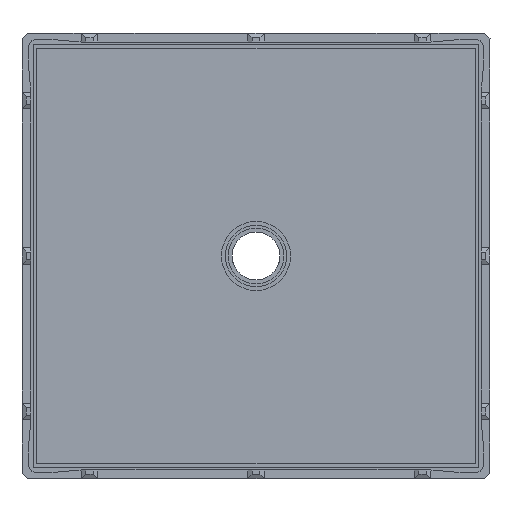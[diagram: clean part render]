
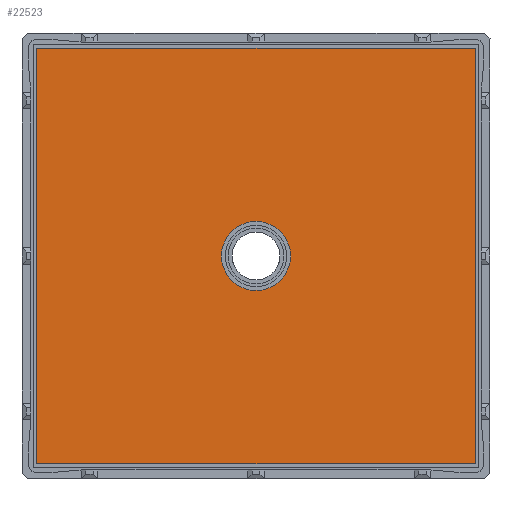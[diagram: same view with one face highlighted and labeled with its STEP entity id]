
A CAD part, top view. The second image highlights one B-rep face of the part: STEP entity #22523.
In plain terms, the highlighted planar face has unit normal (0, 0, 1).
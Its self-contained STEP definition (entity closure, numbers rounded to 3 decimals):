
#22432 = VERTEX_POINT('',#22433);
#22433 = CARTESIAN_POINT('',(0.,-3.065,
    16.115));
#22451 = VERTEX_POINT('',#22452);
#22452 = CARTESIAN_POINT('',(0.,3.135,
    16.115));
#22458 = EDGE_CURVE('',#22432,#22451,#22459,.T.);
#22459 = CIRCLE('',#22460,3.1);
#22460 = AXIS2_PLACEMENT_3D('',#22461,#22462,#22463);
#22461 = CARTESIAN_POINT('',(0.,0.035,
    16.115));
#22462 = DIRECTION('',(0.,0.,1.));
#22463 = DIRECTION('',(0.,1.,0.));
#22481 = EDGE_CURVE('',#22451,#22432,#22482,.T.);
#22482 = CIRCLE('',#22483,3.1);
#22483 = AXIS2_PLACEMENT_3D('',#22484,#22485,#22486);
#22484 = CARTESIAN_POINT('',(0.,0.035,
    16.115));
#22485 = DIRECTION('',(0.,0.,1.));
#22486 = DIRECTION('',(0.,1.,0.));
#22523 = ADVANCED_FACE('',(#22524,#22558),#22562,.F.);
#22524 = FACE_BOUND('',#22525,.T.);
#22525 = EDGE_LOOP('',(#22526,#22536,#22544,#22552));
#22526 = ORIENTED_EDGE('',*,*,#22527,.T.);
#22527 = EDGE_CURVE('',#22528,#22530,#22532,.T.);
#22528 = VERTEX_POINT('',#22529);
#22529 = CARTESIAN_POINT('',(19.65,18.685,
    16.115));
#22530 = VERTEX_POINT('',#22531);
#22531 = CARTESIAN_POINT('',(-19.65,18.685,
    16.115));
#22532 = LINE('',#22533,#22534);
#22533 = CARTESIAN_POINT('',(-19.65,18.685,
    16.115));
#22534 = VECTOR('',#22535,1.);
#22535 = DIRECTION('',(-1.,0.,
    0.));
#22536 = ORIENTED_EDGE('',*,*,#22537,.T.);
#22537 = EDGE_CURVE('',#22530,#22538,#22540,.T.);
#22538 = VERTEX_POINT('',#22539);
#22539 = CARTESIAN_POINT('',(-19.65,-18.615,
    16.115));
#22540 = LINE('',#22541,#22542);
#22541 = CARTESIAN_POINT('',(-19.65,-18.615,
    16.115));
#22542 = VECTOR('',#22543,1.);
#22543 = DIRECTION('',(0.,-1.,0.));
#22544 = ORIENTED_EDGE('',*,*,#22545,.T.);
#22545 = EDGE_CURVE('',#22538,#22546,#22548,.T.);
#22546 = VERTEX_POINT('',#22547);
#22547 = CARTESIAN_POINT('',(19.65,-18.615,
    16.115));
#22548 = LINE('',#22549,#22550);
#22549 = CARTESIAN_POINT('',(19.65,-18.615,
    16.115));
#22550 = VECTOR('',#22551,1.);
#22551 = DIRECTION('',(1.,0.,
    0.));
#22552 = ORIENTED_EDGE('',*,*,#22553,.T.);
#22553 = EDGE_CURVE('',#22546,#22528,#22554,.T.);
#22554 = LINE('',#22555,#22556);
#22555 = CARTESIAN_POINT('',(19.65,18.685,
    16.115));
#22556 = VECTOR('',#22557,1.);
#22557 = DIRECTION('',(0.,1.,0.));
#22558 = FACE_BOUND('',#22559,.T.);
#22559 = EDGE_LOOP('',(#22560,#22561));
#22560 = ORIENTED_EDGE('',*,*,#22458,.F.);
#22561 = ORIENTED_EDGE('',*,*,#22481,.F.);
#22562 = PLANE('',#22563);
#22563 = AXIS2_PLACEMENT_3D('',#22564,#22565,#22566);
#22564 = CARTESIAN_POINT('',(19.65,18.685,
    16.115));
#22565 = DIRECTION('',(0.,0.,-1.));
#22566 = DIRECTION('',(0.,-1.,0.));
